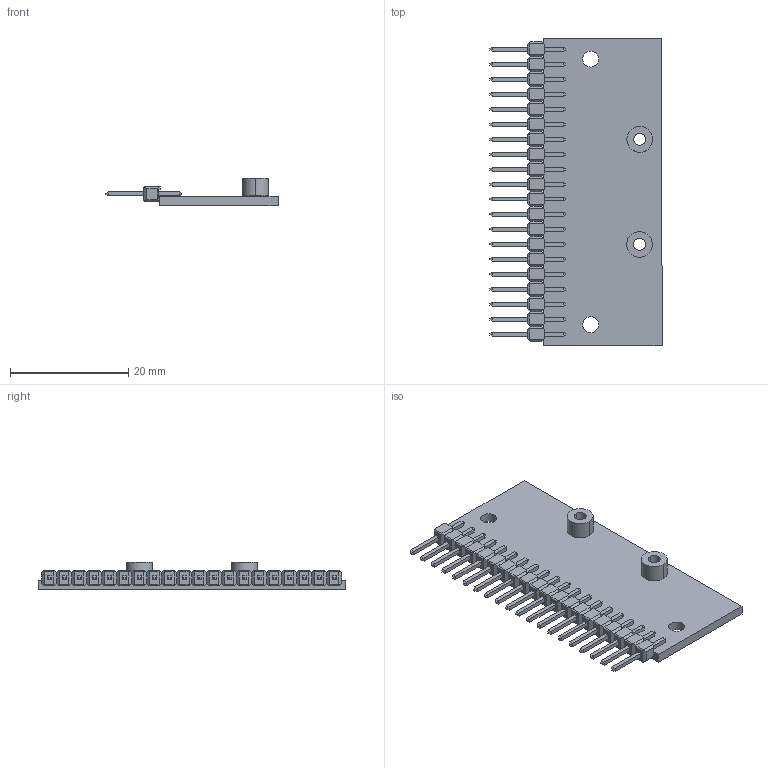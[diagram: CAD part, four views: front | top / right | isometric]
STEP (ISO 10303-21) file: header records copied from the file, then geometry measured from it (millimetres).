
FILE_DESCRIPTION(('KiCad electronic assembly'),'2;1');
FILE_NAME('GND_PCB.step','2020-04-04T17:08:46',('An Author'),( 'A Company'),'Open CASCADE STEP processor 6.9', 'KiCad to STEP converter','Unknown');
FILE_SCHEMA(('AUTOMOTIVE_DESIGN { 1 0 10303 214 1 1 1 1 }'));
Length unit declared in the file: millimetre
Products named in the file (6): Open CASCADE STEP translator 6.9 1; User_Library-1x10_TH_Pitch_2_54mm; COMPOUND; WURTH_Spacer; SOLID
Assembly tree (7 placements, depth 3):
  Open CASCADE STEP translator 6.9 1
    User_Library-1x10_TH_Pitch_2_54mm  x2
      COMPOUND
    WURTH_Spacer  x2
      SOLID
    COMPOUND
Bounding box: 29.06 x 52 x 4.7 mm (x, y, z)
Volume: 2099.8 mm3; surface area: 3905.2 mm2
Topology: 25 solids, 25 shells, 752 faces, 1868 edges, 1168 vertices
Faces by surface type: plane 696, cylinder 56
Full cylindrical faces by diameter (mm): 2.7 x2, 3.2 x2
Entity records: 27872 total; most frequent: CARTESIAN_POINT 6219, DIRECTION 3396, LINE 2558, VECTOR 2558, ORIENTED_EDGE 1892, PCURVE 1892, DEFINITIONAL_REPRESENTATION 1892, EDGE_CURVE 946
